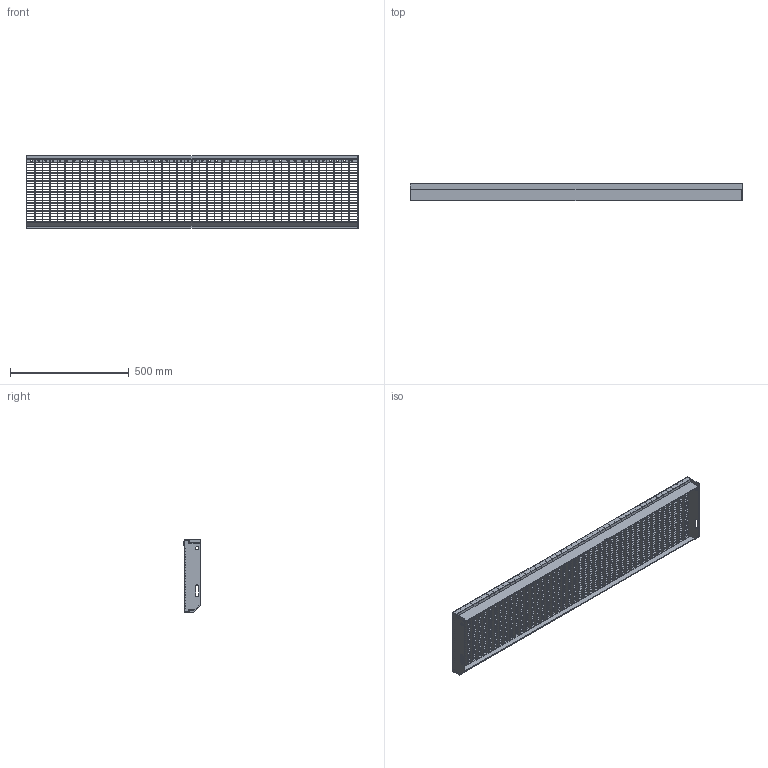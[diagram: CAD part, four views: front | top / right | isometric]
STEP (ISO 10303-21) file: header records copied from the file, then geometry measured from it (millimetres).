
FILE_DESCRIPTION (( 'STEP AP203' ), '1' );
FILE_NAME ('40.1403031.7.step', '2015-10-04T07:12:56', ( '' ), ( '' ), 'SwSTEP 2.0', 'SolidWorks 2015', '' );
FILE_SCHEMA (( 'CONFIG_CONTROL_DESIGN' ));
Length unit declared in the file: millimetre
Products named in the file (1): 40.1403031.7
Bounding box: 1400 x 72.67 x 305 mm (x, y, z)
Volume: 1440465.8 mm3; surface area: 1813122.2 mm2
Topology: 58 solids, 58 shells, 1286 faces, 3170 edges, 2096 vertices
Faces by surface type: plane 816, cylinder 196, cone 186, bspline 88
Entity records: 43337 total; most frequent: CARTESIAN_POINT 12225, ORIENTED_EDGE 6340, DIRECTION 6172, EDGE_CURVE 3170, VECTOR 2214, LINE 2214, VERTEX_POINT 2096, AXIS2_PLACEMENT_3D 1979
